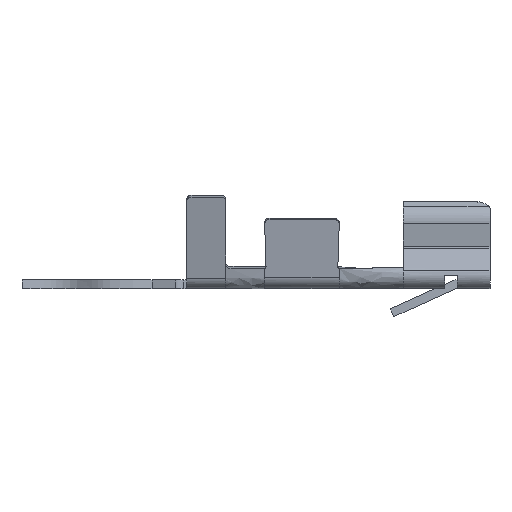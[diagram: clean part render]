
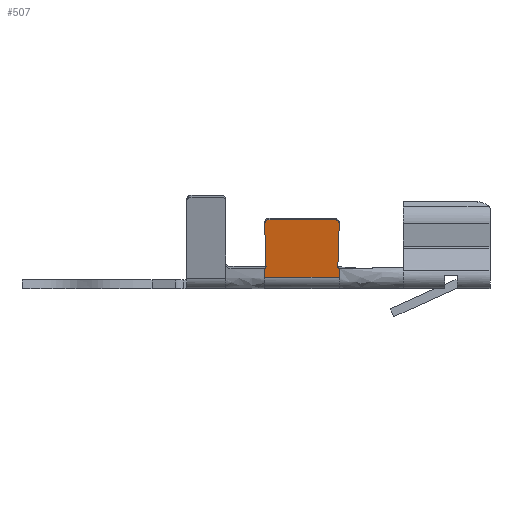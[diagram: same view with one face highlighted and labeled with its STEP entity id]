
A CAD part, left-side view. The second image highlights one B-rep face of the part: STEP entity #507.
In plain terms, the highlighted planar face has unit normal (-0.989, 0, -0.151).
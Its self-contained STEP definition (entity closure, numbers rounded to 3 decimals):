
#507 = ADVANCED_FACE( '', ( #987 ), #988, .T. );
#987 = FACE_OUTER_BOUND( '', #1954, .T. );
#988 = PLANE( '', #1955 );
#1954 = EDGE_LOOP( '', ( #3296, #3297, #3298, #3299, #3300, #3301, #3302, #3303, #3304, #3305 ) );
#1955 = AXIS2_PLACEMENT_3D( '', #3306, #3307, #3308 );
#3296 = ORIENTED_EDGE( '', *, *, #3676, .F. );
#3297 = ORIENTED_EDGE( '', *, *, #3708, .T. );
#3298 = ORIENTED_EDGE( '', *, *, #3873, .T. );
#3299 = ORIENTED_EDGE( '', *, *, #3327, .T. );
#3300 = ORIENTED_EDGE( '', *, *, #3374, .T. );
#3301 = ORIENTED_EDGE( '', *, *, #3418, .T. );
#3302 = ORIENTED_EDGE( '', *, *, #3823, .T. );
#3303 = ORIENTED_EDGE( '', *, *, #3851, .F. );
#3304 = ORIENTED_EDGE( '', *, *, #3876, .F. );
#3305 = ORIENTED_EDGE( '', *, *, #3803, .T. );
#3306 = CARTESIAN_POINT( '', ( -0.722, -3.52, 0.255 ) );
#3307 = DIRECTION( '', ( -0.989, 0., -0.151 ) );
#3308 = DIRECTION( '', ( -0.151, 0., 0.989 ) );
#3327 = EDGE_CURVE( '', #3880, #3881, #3882, .T. );
#3374 = EDGE_CURVE( '', #3881, #3964, #3966, .T. );
#3418 = EDGE_CURVE( '', #3964, #4038, #4040, .T. );
#3676 = EDGE_CURVE( '', #4455, #4211, #4456, .T. );
#3708 = EDGE_CURVE( '', #4455, #4496, #4498, .T. );
#3803 = EDGE_CURVE( '', #4611, #4211, #4612, .T. );
#3823 = EDGE_CURVE( '', #4038, #3958, #4637, .F. );
#3851 = EDGE_CURVE( '', #4666, #3958, #4668, .T. );
#3873 = EDGE_CURVE( '', #4496, #3880, #4691, .T. );
#3876 = EDGE_CURVE( '', #4611, #4666, #4694, .T. );
#3880 = VERTEX_POINT( '', #4698 );
#3881 = VERTEX_POINT( '', #4699 );
#3882 = LINE( '', #4700, #4701 );
#3958 = VERTEX_POINT( '', #4828 );
#3964 = VERTEX_POINT( '', #4838 );
#3966 = CIRCLE( '', #4841, 0.1 );
#4038 = VERTEX_POINT( '', #4952 );
#4040 = LINE( '', #4955, #4956 );
#4211 = VERTEX_POINT( '', #5222 );
#4455 = VERTEX_POINT( '', #5643 );
#4456 = CIRCLE( '', #5644, 0.031 );
#4496 = VERTEX_POINT( '', #5712 );
#4498 = LINE( '', #5715, #5716 );
#4611 = VERTEX_POINT( '', #5950 );
#4612 = B_SPLINE_CURVE_WITH_KNOTS( '', 1, ( #5951, #5952 ), .UNSPECIFIED., .F., .F., ( 2, 2 ), ( 0., 1. ), .UNSPECIFIED. );
#4637 = CIRCLE( '', #6001, 0.027 );
#4666 = VERTEX_POINT( '', #6044 );
#4668 = B_SPLINE_CURVE_WITH_KNOTS( '', 3, ( #6049, #6050, #6051, #6052 ), .UNSPECIFIED., .F., .F., ( 4, 4 ), ( 0., 1. ), .UNSPECIFIED. );
#4691 = CIRCLE( '', #6079, 0.1 );
#4694 = LINE( '', #6082, #6083 );
#4698 = CARTESIAN_POINT( '', ( -0.925, -3.42, 1.59 ) );
#4699 = CARTESIAN_POINT( '', ( -0.925, -1.9, 1.59 ) );
#4700 = CARTESIAN_POINT( '', ( -0.925, -3.52, 1.59 ) );
#4701 = VECTOR( '', #6086, 1000. );
#4828 = CARTESIAN_POINT( '', ( -0.754, -1.8, 0.47 ) );
#4838 = CARTESIAN_POINT( '', ( -0.909, -1.8, 1.488 ) );
#4841 = AXIS2_PLACEMENT_3D( '', #6131, #6132, #6133 );
#4952 = CARTESIAN_POINT( '', ( -0.759, -1.831, 0.497 ) );
#4955 = CARTESIAN_POINT( '', ( -0.909, -1.8, 1.488 ) );
#4956 = VECTOR( '', #6182, 1000. );
#5222 = CARTESIAN_POINT( '', ( -0.753, -3.52, 0.47 ) );
#5643 = CARTESIAN_POINT( '', ( -0.759, -3.489, 0.502 ) );
#5644 = AXIS2_PLACEMENT_3D( '', #6456, #6457, #6458 );
#5712 = CARTESIAN_POINT( '', ( -0.909, -3.52, 1.488 ) );
#5715 = CARTESIAN_POINT( '', ( -0.754, -3.488, 0.47 ) );
#5716 = VECTOR( '', #6483, 1000. );
#5950 = CARTESIAN_POINT( '', ( -0.722, -3.52, 0.255 ) );
#5951 = CARTESIAN_POINT( '', ( -0.722, -3.52, 0.255 ) );
#5952 = CARTESIAN_POINT( '', ( -0.754, -3.52, 0.47 ) );
#6001 = AXIS2_PLACEMENT_3D( '', #6561, #6562, #6563 );
#6044 = CARTESIAN_POINT( '', ( -0.722, -1.8, 0.255 ) );
#6049 = CARTESIAN_POINT( '', ( -0.722, -1.8, 0.255 ) );
#6050 = CARTESIAN_POINT( '', ( -0.733, -1.8, 0.329 ) );
#6051 = CARTESIAN_POINT( '', ( -0.743, -1.8, 0.398 ) );
#6052 = CARTESIAN_POINT( '', ( -0.754, -1.8, 0.47 ) );
#6079 = AXIS2_PLACEMENT_3D( '', #6588, #6589, #6590 );
#6082 = CARTESIAN_POINT( '', ( -0.722, -3.52, 0.255 ) );
#6083 = VECTOR( '', #6591, 1000. );
#6086 = DIRECTION( '', ( 0., 1., 0. ) );
#6131 = CARTESIAN_POINT( '', ( -0.91, -1.9, 1.491 ) );
#6132 = DIRECTION( '', ( -0.989, 0., -0.151 ) );
#6133 = DIRECTION( '', ( -0.151, 0., 0.989 ) );
#6182 = DIRECTION( '', ( 0.151, -0.031, -0.988 ) );
#6456 = CARTESIAN_POINT( '', ( -0.759, -3.52, 0.501 ) );
#6457 = DIRECTION( '', ( -0.989, 0., -0.151 ) );
#6458 = DIRECTION( '', ( 0., -1., 0. ) );
#6483 = DIRECTION( '', ( -0.151, -0.031, 0.988 ) );
#6561 = CARTESIAN_POINT( '', ( -0.758, -1.804, 0.497 ) );
#6562 = DIRECTION( '', ( -0.989, 0., -0.151 ) );
#6563 = DIRECTION( '', ( -0.151, 0., 0.989 ) );
#6588 = CARTESIAN_POINT( '', ( -0.91, -3.42, 1.491 ) );
#6589 = DIRECTION( '', ( -0.989, 0., -0.151 ) );
#6590 = DIRECTION( '', ( -0.151, 0., 0.989 ) );
#6591 = DIRECTION( '', ( 0., 1., 0. ) );
